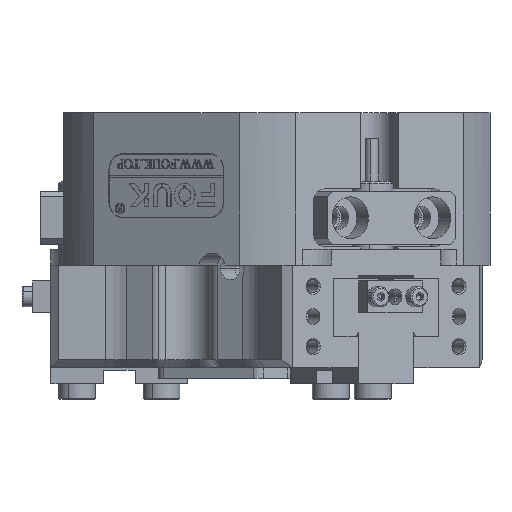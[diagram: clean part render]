
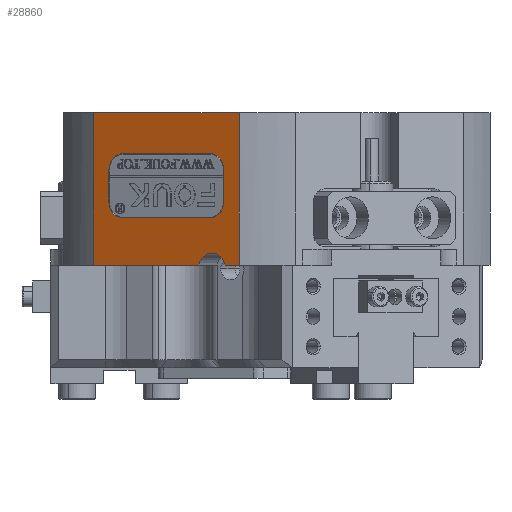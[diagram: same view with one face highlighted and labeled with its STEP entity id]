
A CAD part, front view. The second image highlights one B-rep face of the part: STEP entity #28860.
In plain terms, the highlighted planar face has unit normal (-0.5, -0.866, 0).
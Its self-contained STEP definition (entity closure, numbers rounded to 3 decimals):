
#97 = DIRECTION ( 'NONE',  ( -0.5, -0.866, 0. ) ) ;
#638 = DIRECTION ( 'NONE',  ( 0.866, -0.5, 0. ) ) ;
#1199 = EDGE_CURVE ( 'NONE', #28301, #42902, #38504, .T. ) ;
#1275 = VECTOR ( 'NONE', #23673, 1000. ) ;
#1449 = CIRCLE ( 'NONE', #20814, 3. ) ;
#1623 = LINE ( 'NONE', #25717, #16880 ) ;
#1798 = EDGE_CURVE ( 'NONE', #23887, #8285, #1449, .T. ) ;
#2199 = VERTEX_POINT ( 'NONE', #41507 ) ;
#2262 = ORIENTED_EDGE ( 'NONE', *, *, #9160, .T. ) ;
#2540 = DIRECTION ( 'NONE',  ( 0.866, -0.5, 0. ) ) ;
#2599 = DIRECTION ( 'NONE',  ( -0.866, 0.5, 0. ) ) ;
#4730 = CIRCLE ( 'NONE', #25869, 3. ) ;
#4813 = EDGE_CURVE ( 'NONE', #38787, #2199, #38624, .T. ) ;
#4979 = CARTESIAN_POINT ( 'NONE',  ( -23.972, -41.816, 119.728 ) ) ;
#6122 = DIRECTION ( 'NONE',  ( 0., 0., 1. ) ) ;
#6357 = EDGE_CURVE ( 'NONE', #42902, #39151, #4730, .T. ) ;
#7061 = DIRECTION ( 'NONE',  ( 0.866, -0.5, 0. ) ) ;
#7460 = AXIS2_PLACEMENT_3D ( 'NONE', #19457, #33461, #9076 ) ;
#8285 = VERTEX_POINT ( 'NONE', #40869 ) ;
#8365 = EDGE_CURVE ( 'NONE', #29209, #9904, #31295, .T. ) ;
#8646 = EDGE_CURVE ( 'NONE', #27908, #25348, #33423, .T. ) ;
#9003 = DIRECTION ( 'NONE',  ( 0.866, -0.5, 0. ) ) ;
#9076 = DIRECTION ( 'NONE',  ( -0.866, 0.5, 0. ) ) ;
#9160 = EDGE_CURVE ( 'NONE', #43945, #25348, #12113, .T. ) ;
#9311 = CARTESIAN_POINT ( 'NONE',  ( -29.141, -38.832, 90.028 ) ) ;
#9904 = VERTEX_POINT ( 'NONE', #24341 ) ;
#9908 = VECTOR ( 'NONE', #2599, 1000. ) ;
#9958 = ORIENTED_EDGE ( 'NONE', *, *, #8646, .F. ) ;
#10482 = LINE ( 'NONE', #19637, #9908 ) ;
#10861 = VERTEX_POINT ( 'NONE', #16505 ) ;
#11352 = EDGE_CURVE ( 'NONE', #8285, #10861, #19677, .T. ) ;
#12113 = LINE ( 'NONE', #20145, #33954 ) ;
#12794 = CARTESIAN_POINT ( 'NONE',  ( -23.972, -41.816, 71.228 ) ) ;
#12840 = CARTESIAN_POINT ( 'NONE',  ( -26.889, -40.132, 108.928 ) ) ;
#13391 = CARTESIAN_POINT ( 'NONE',  ( -48.713, -27.532, 108.928 ) ) ;
#14182 = ORIENTED_EDGE ( 'NONE', *, *, #1199, .F. ) ;
#15048 = ORIENTED_EDGE ( 'NONE', *, *, #21256, .T. ) ;
#15559 = AXIS2_PLACEMENT_3D ( 'NONE', #16593, #20087, #41280 ) ;
#15633 = CARTESIAN_POINT ( 'NONE',  ( -23.972, -41.816, 90.728 ) ) ;
#15707 = LINE ( 'NONE', #12794, #38041 ) ;
#16505 = CARTESIAN_POINT ( 'NONE',  ( -48.713, -27.532, 102.728 ) ) ;
#16593 = CARTESIAN_POINT ( 'NONE',  ( -15.196, -46.883, 140.728 ) ) ;
#16731 = EDGE_CURVE ( 'NONE', #9904, #27908, #22328, .T. ) ;
#16760 = DIRECTION ( 'NONE',  ( 0., 0., -1. ) ) ;
#16823 = CARTESIAN_POINT ( 'NONE',  ( -46.115, -29.032, 99.728 ) ) ;
#16880 = VECTOR ( 'NONE', #32731, 1000. ) ;
#17603 = CARTESIAN_POINT ( 'NONE',  ( -29.487, -38.632, 102.728 ) ) ;
#17620 = ORIENTED_EDGE ( 'NONE', *, *, #29365, .F. ) ;
#18483 = ORIENTED_EDGE ( 'NONE', *, *, #4813, .F. ) ;
#18642 = CARTESIAN_POINT ( 'NONE',  ( -26.889, -40.132, 102.728 ) ) ;
#18788 = ORIENTED_EDGE ( 'NONE', *, *, #11352, .F. ) ;
#18891 = VECTOR ( 'NONE', #6122, 1000. ) ;
#18938 = EDGE_CURVE ( 'NONE', #39151, #38787, #28153, .T. ) ;
#19322 = FACE_BOUND ( 'NONE', #28537, .T. ) ;
#19457 = CARTESIAN_POINT ( 'NONE',  ( -29.487, -38.632, 108.928 ) ) ;
#19572 = ORIENTED_EDGE ( 'NONE', *, *, #6357, .F. ) ;
#19637 = CARTESIAN_POINT ( 'NONE',  ( -37.801, -33.832, 119.728 ) ) ;
#19677 = LINE ( 'NONE', #13391, #27842 ) ;
#20087 = DIRECTION ( 'NONE',  ( 0.5, 0.866, 0. ) ) ;
#20145 = CARTESIAN_POINT ( 'NONE',  ( -51.63, -25.848, 71.228 ) ) ;
#20814 = AXIS2_PLACEMENT_3D ( 'NONE', #38988, #35200, #638 ) ;
#21087 = DIRECTION ( 'NONE',  ( -0.866, 0.5, 0. ) ) ;
#21256 = EDGE_CURVE ( 'NONE', #29209, #43280, #15707, .T. ) ;
#22000 = VECTOR ( 'NONE', #21087, 1000. ) ;
#22328 = CIRCLE ( 'NONE', #23865, 3. ) ;
#23175 = EDGE_LOOP ( 'NONE', ( #9958, #43962, #42807, #15048, #30158, #2262 ) ) ;
#23362 = CARTESIAN_POINT ( 'NONE',  ( -46.115, -29.032, 102.728 ) ) ;
#23673 = DIRECTION ( 'NONE',  ( -0.866, 0.5, 0. ) ) ;
#23865 = AXIS2_PLACEMENT_3D ( 'NONE', #9311, #33703, #9003 ) ;
#23887 = VERTEX_POINT ( 'NONE', #34489 ) ;
#23915 = ORIENTED_EDGE ( 'NONE', *, *, #43788, .F. ) ;
#24071 = CARTESIAN_POINT ( 'NONE',  ( -29.487, -38.632, 99.728 ) ) ;
#24341 = CARTESIAN_POINT ( 'NONE',  ( -26.614, -40.291, 90.728 ) ) ;
#25348 = VERTEX_POINT ( 'NONE', #30814 ) ;
#25717 = CARTESIAN_POINT ( 'NONE',  ( -46.115, -29.032, 111.928 ) ) ;
#25869 = AXIS2_PLACEMENT_3D ( 'NONE', #17603, #97, #7061 ) ;
#27194 = CARTESIAN_POINT ( 'NONE',  ( -26.763, -40.205, 90.728 ) ) ;
#27842 = VECTOR ( 'NONE', #16760, 1000. ) ;
#27908 = VERTEX_POINT ( 'NONE', #37023 ) ;
#28153 = LINE ( 'NONE', #12840, #18891 ) ;
#28301 = VERTEX_POINT ( 'NONE', #32125 ) ;
#28537 = EDGE_LOOP ( 'NONE', ( #23915, #18483, #38741, #19572, #14182, #17620, #18788, #34991 ) ) ;
#28860 = ADVANCED_FACE ( 'NONE', ( #19322, #35118 ), #44341, .F. ) ;
#29209 = VERTEX_POINT ( 'NONE', #15633 ) ;
#29365 = EDGE_CURVE ( 'NONE', #10861, #28301, #31837, .T. ) ;
#30074 = DIRECTION ( 'NONE',  ( -0.5, -0.866, 0. ) ) ;
#30158 = ORIENTED_EDGE ( 'NONE', *, *, #30269, .T. ) ;
#30269 = EDGE_CURVE ( 'NONE', #43280, #43945, #10482, .T. ) ;
#30814 = CARTESIAN_POINT ( 'NONE',  ( -51.63, -25.848, 90.728 ) ) ;
#31295 = LINE ( 'NONE', #38104, #22000 ) ;
#31837 = CIRCLE ( 'NONE', #35982, 3. ) ;
#32125 = CARTESIAN_POINT ( 'NONE',  ( -46.115, -29.032, 99.728 ) ) ;
#32731 = DIRECTION ( 'NONE',  ( -0.866, 0.5, 0. ) ) ;
#33423 = LINE ( 'NONE', #27194, #1275 ) ;
#33461 = DIRECTION ( 'NONE',  ( -0.5, -0.866, 0. ) ) ;
#33703 = DIRECTION ( 'NONE',  ( -0.5, -0.866, 0. ) ) ;
#33954 = VECTOR ( 'NONE', #37357, 1000. ) ;
#34489 = CARTESIAN_POINT ( 'NONE',  ( -46.115, -29.032, 111.928 ) ) ;
#34991 = ORIENTED_EDGE ( 'NONE', *, *, #1798, .F. ) ;
#35118 = FACE_OUTER_BOUND ( 'NONE', #23175, .T. ) ;
#35200 = DIRECTION ( 'NONE',  ( -0.5, -0.866, 0. ) ) ;
#35982 = AXIS2_PLACEMENT_3D ( 'NONE', #23362, #30074, #2540 ) ;
#36689 = CARTESIAN_POINT ( 'NONE',  ( -51.63, -25.848, 119.728 ) ) ;
#37023 = CARTESIAN_POINT ( 'NONE',  ( -31.667, -37.373, 90.728 ) ) ;
#37357 = DIRECTION ( 'NONE',  ( 0., 0., -1. ) ) ;
#38041 = VECTOR ( 'NONE', #44373, 1000. ) ;
#38104 = CARTESIAN_POINT ( 'NONE',  ( -26.763, -40.205, 90.728 ) ) ;
#38504 = LINE ( 'NONE', #16823, #45088 ) ;
#38624 = CIRCLE ( 'NONE', #7460, 3. ) ;
#38741 = ORIENTED_EDGE ( 'NONE', *, *, #18938, .F. ) ;
#38787 = VERTEX_POINT ( 'NONE', #39861 ) ;
#38988 = CARTESIAN_POINT ( 'NONE',  ( -46.115, -29.032, 108.928 ) ) ;
#39151 = VERTEX_POINT ( 'NONE', #18642 ) ;
#39861 = CARTESIAN_POINT ( 'NONE',  ( -26.889, -40.132, 108.928 ) ) ;
#40869 = CARTESIAN_POINT ( 'NONE',  ( -48.713, -27.532, 108.928 ) ) ;
#41054 = DIRECTION ( 'NONE',  ( 0.866, -0.5, 0. ) ) ;
#41280 = DIRECTION ( 'NONE',  ( -0.866, 0.5, 0. ) ) ;
#41507 = CARTESIAN_POINT ( 'NONE',  ( -29.487, -38.632, 111.928 ) ) ;
#42807 = ORIENTED_EDGE ( 'NONE', *, *, #8365, .F. ) ;
#42902 = VERTEX_POINT ( 'NONE', #24071 ) ;
#43280 = VERTEX_POINT ( 'NONE', #4979 ) ;
#43788 = EDGE_CURVE ( 'NONE', #2199, #23887, #1623, .T. ) ;
#43945 = VERTEX_POINT ( 'NONE', #36689 ) ;
#43962 = ORIENTED_EDGE ( 'NONE', *, *, #16731, .F. ) ;
#44341 = PLANE ( 'NONE',  #15559 ) ;
#44373 = DIRECTION ( 'NONE',  ( 0., 0., 1. ) ) ;
#45088 = VECTOR ( 'NONE', #41054, 1000. ) ;
